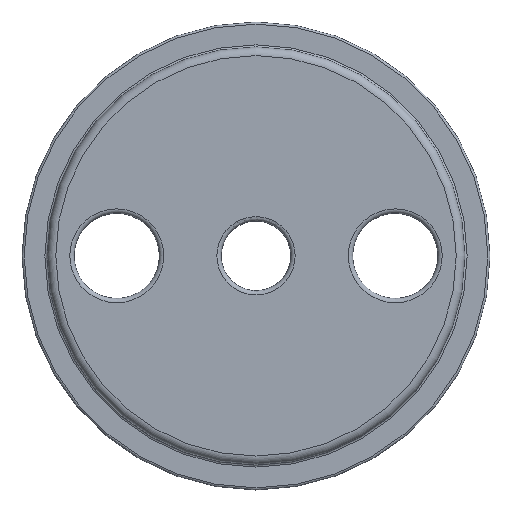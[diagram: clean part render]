
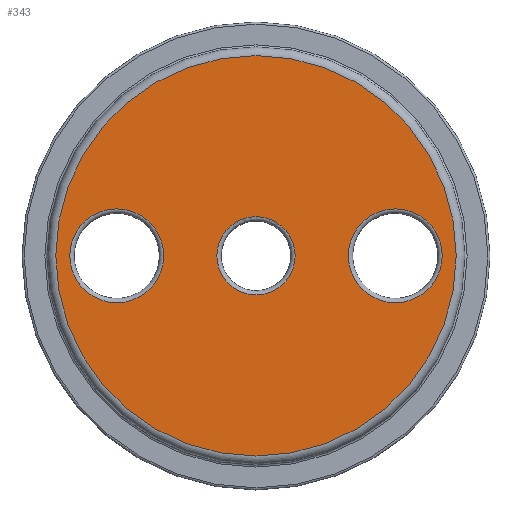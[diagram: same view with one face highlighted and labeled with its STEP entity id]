
A CAD part, top view. The second image highlights one B-rep face of the part: STEP entity #343.
In plain terms, the highlighted planar face has unit normal (0, 0, 1).
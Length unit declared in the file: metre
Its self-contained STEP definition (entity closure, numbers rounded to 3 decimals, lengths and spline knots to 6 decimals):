
#89=ORIENTED_EDGE('',*,*,#169,.T.);
#90=ORIENTED_EDGE('',*,*,#170,.T.);
#91=ORIENTED_EDGE('',*,*,#171,.T.);
#92=ORIENTED_EDGE('',*,*,#172,.T.);
#169=EDGE_CURVE('',#209,#209,#235,.F.);
#170=EDGE_CURVE('',#210,#210,#236,.F.);
#171=EDGE_CURVE('',#211,#211,#237,.F.);
#172=EDGE_CURVE('',#212,#212,#238,.T.);
#209=VERTEX_POINT('',#559);
#210=VERTEX_POINT('',#561);
#211=VERTEX_POINT('',#563);
#212=VERTEX_POINT('',#565);
#235=CIRCLE('',#383,0.001786);
#236=CIRCLE('',#384,0.002142);
#237=CIRCLE('',#385,0.002142);
#238=CIRCLE('',#386,0.009128);
#254=EDGE_LOOP('',(#89));
#255=EDGE_LOOP('',(#90));
#256=EDGE_LOOP('',(#91));
#257=EDGE_LOOP('',(#92));
#296=FACE_BOUND('',#254,.T.);
#297=FACE_BOUND('',#255,.T.);
#298=FACE_BOUND('',#256,.T.);
#299=FACE_BOUND('',#257,.T.);
#330=PLANE('',#382);
#343=ADVANCED_FACE('',(#296,#297,#298,#299),#330,.T.);
#382=AXIS2_PLACEMENT_3D('',#557,#448,#449);
#383=AXIS2_PLACEMENT_3D('',#558,#450,#451);
#384=AXIS2_PLACEMENT_3D('',#560,#452,#453);
#385=AXIS2_PLACEMENT_3D('',#562,#454,#455);
#386=AXIS2_PLACEMENT_3D('',#564,#456,#457);
#448=DIRECTION('',(0.,0.,1.));
#449=DIRECTION('',(1.,0.,0.));
#450=DIRECTION('',(0.,0.,1.));
#451=DIRECTION('',(1.,0.,0.));
#452=DIRECTION('',(0.,0.,1.));
#453=DIRECTION('',(1.,0.,0.));
#454=DIRECTION('',(0.,0.,1.));
#455=DIRECTION('',(1.,0.,0.));
#456=DIRECTION('',(0.,0.,1.));
#457=DIRECTION('',(1.,0.,0.));
#557=CARTESIAN_POINT('',(0.,0.,0.005207));
#558=CARTESIAN_POINT('',(0.,0.,0.005207));
#559=CARTESIAN_POINT('',(0.001786,0.,0.005207));
#560=CARTESIAN_POINT('',(0.00635,0.,0.005207));
#561=CARTESIAN_POINT('',(0.008492,0.,0.005207));
#562=CARTESIAN_POINT('',(-0.00635,0.,0.005207));
#563=CARTESIAN_POINT('',(-0.004208,0.,0.005207));
#564=CARTESIAN_POINT('',(0.,0.,0.005207));
#565=CARTESIAN_POINT('',(0.009128,0.,0.005207));
